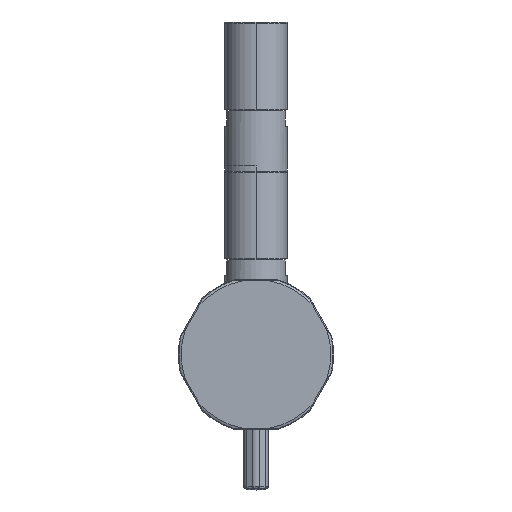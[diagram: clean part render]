
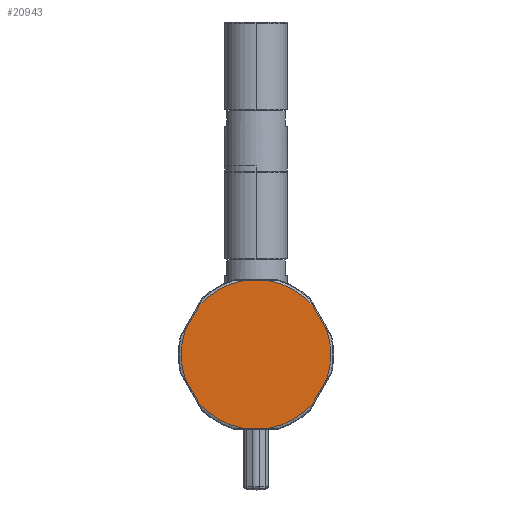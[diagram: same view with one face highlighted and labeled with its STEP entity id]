
A CAD part, front view. The second image highlights one B-rep face of the part: STEP entity #20943.
In plain terms, the highlighted planar face has unit normal (0, -1, 0).
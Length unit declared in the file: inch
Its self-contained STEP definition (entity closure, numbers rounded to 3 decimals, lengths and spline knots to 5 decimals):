
#6103=CARTESIAN_POINT('',(1.35038,0.,-0.48108));
#6126=CARTESIAN_POINT('',(0.,0.,0.));
#6127=DIRECTION('',(0.,-1.,0.));
#6128=DIRECTION('',(0.942,0.,-0.336));
#6129=AXIS2_PLACEMENT_3D('',#6126,#6127,#6128);
#6152=CARTESIAN_POINT('',(1.35038,0.,0.48108));
#6307=CARTESIAN_POINT('',(0.25856,0.,-1.41));
#6351=CARTESIAN_POINT('',(1.09182,0.,-0.92892));
#6431=CARTESIAN_POINT('',(-1.09182,0.,-0.92892));
#6475=CARTESIAN_POINT('',(-0.25856,0.,-1.41));
#6550=CARTESIAN_POINT('',(-1.35038,0.,0.48108));
#6573=CARTESIAN_POINT('',(0.,0.,0.));
#6574=DIRECTION('',(0.,-1.,0.));
#6575=DIRECTION('',(-0.942,0.,0.336));
#6576=AXIS2_PLACEMENT_3D('',#6573,#6574,#6575);
#6599=CARTESIAN_POINT('',(-1.35038,0.,-0.48108));
#6641=CARTESIAN_POINT('',(-0.25856,0.,1.41));
#6685=CARTESIAN_POINT('',(-1.09182,0.,0.92892));
#6760=CARTESIAN_POINT('',(1.09182,0.,0.92892));
#6804=CARTESIAN_POINT('',(0.25856,0.,1.41));
#6859=DIRECTION('',(0.5,0.,-0.866));
#6860=VECTOR('',#6859,0.51712);
#6861=CARTESIAN_POINT('',(-1.35038,0.,-0.48108));
#6862=LINE('',#6861,#6860);
#6863=DIRECTION('',(-0.5,0.,-0.866));
#6864=VECTOR('',#6863,0.51712);
#6865=CARTESIAN_POINT('',(-1.09182,0.,0.92892));
#6866=LINE('',#6865,#6864);
#6867=CARTESIAN_POINT('',(0.,0.,0.));
#6868=DIRECTION('',(0.,-1.,0.));
#6869=DIRECTION('',(-0.18,0.,0.984));
#6870=AXIS2_PLACEMENT_3D('',#6867,#6868,#6869);
#6872=DIRECTION('',(-1.,0.,0.));
#6873=VECTOR('',#6872,0.51712);
#6874=CARTESIAN_POINT('',(0.25856,0.,1.41));
#6875=LINE('',#6874,#6873);
#6876=CARTESIAN_POINT('',(0.,0.,0.));
#6877=DIRECTION('',(0.,-1.,0.));
#6878=DIRECTION('',(0.762,0.,0.648));
#6879=AXIS2_PLACEMENT_3D('',#6876,#6877,#6878);
#6881=DIRECTION('',(-0.5,0.,0.866));
#6882=VECTOR('',#6881,0.51712);
#6883=CARTESIAN_POINT('',(1.35038,0.,0.48108));
#6884=LINE('',#6883,#6882);
#6885=DIRECTION('',(0.5,0.,0.866));
#6886=VECTOR('',#6885,0.51712);
#6887=CARTESIAN_POINT('',(1.09182,0.,-0.92892));
#6888=LINE('',#6887,#6886);
#6889=CARTESIAN_POINT('',(0.,0.,0.));
#6890=DIRECTION('',(0.,-1.,0.));
#6891=DIRECTION('',(0.18,0.,-0.984));
#6892=AXIS2_PLACEMENT_3D('',#6889,#6890,#6891);
#6894=DIRECTION('',(1.,0.,0.));
#6895=VECTOR('',#6894,0.51712);
#6896=CARTESIAN_POINT('',(-0.25856,0.,-1.41));
#6897=LINE('',#6896,#6895);
#6898=CARTESIAN_POINT('',(0.,0.,0.));
#6899=DIRECTION('',(0.,-1.,0.));
#6900=DIRECTION('',(-0.762,0.,-0.648));
#6901=AXIS2_PLACEMENT_3D('',#6898,#6899,#6900);
#10149=VERTEX_POINT('',#6431);
#10150=VERTEX_POINT('',#6599);
#10151=VERTEX_POINT('',#6307);
#10155=VERTEX_POINT('',#6475);
#10156=VERTEX_POINT('',#6103);
#10160=VERTEX_POINT('',#6351);
#10164=VERTEX_POINT('',#6760);
#10168=VERTEX_POINT('',#6152);
#10176=VERTEX_POINT('',#6641);
#10180=VERTEX_POINT('',#6804);
#10188=VERTEX_POINT('',#6550);
#10189=VERTEX_POINT('',#6685);
#20924=CARTESIAN_POINT('',(0.,0.,0.));
#20925=DIRECTION('',(0.,-1.,0.));
#20926=DIRECTION('',(0.,0.,-1.));
#20927=AXIS2_PLACEMENT_3D('',#20924,#20925,#20926);
#20928=PLANE('',#20927);
#20929=ORIENTED_EDGE('',*,*,#20241,.F.);
#20930=ORIENTED_EDGE('',*,*,#20444,.F.);
#20931=ORIENTED_EDGE('',*,*,#20462,.F.);
#20932=ORIENTED_EDGE('',*,*,#20648,.F.);
#20933=ORIENTED_EDGE('',*,*,#20671,.F.);
#20934=ORIENTED_EDGE('',*,*,#20861,.F.);
#20935=ORIENTED_EDGE('',*,*,#20883,.F.);
#20936=ORIENTED_EDGE('',*,*,#19622,.F.);
#20937=ORIENTED_EDGE('',*,*,#19644,.F.);
#20938=ORIENTED_EDGE('',*,*,#19998,.F.);
#20939=ORIENTED_EDGE('',*,*,#20028,.F.);
#20940=ORIENTED_EDGE('',*,*,#20223,.F.);
#20941=EDGE_LOOP('',(#20929,#20930,#20931,#20932,#20933,#20934,#20935,#20936,
#20937,#20938,#20939,#20940));
#20942=FACE_OUTER_BOUND('',#20941,.F.);
#20943=ADVANCED_FACE('',(#20942),#20928,.T.);
#6130=CIRCLE('',#6129,1.43351);
#6577=CIRCLE('',#6576,1.43351);
#6871=CIRCLE('',#6870,1.43351);
#6880=CIRCLE('',#6879,1.43351);
#6893=CIRCLE('',#6892,1.43351);
#6902=CIRCLE('',#6901,1.43351);
#19622=EDGE_CURVE('',#10156,#10168,#6130,.T.);
#19644=EDGE_CURVE('',#10160,#10156,#6888,.T.);
#19998=EDGE_CURVE('',#10151,#10160,#6893,.T.);
#20028=EDGE_CURVE('',#10155,#10151,#6897,.T.);
#20223=EDGE_CURVE('',#10149,#10155,#6902,.T.);
#20241=EDGE_CURVE('',#10150,#10149,#6862,.T.);
#20444=EDGE_CURVE('',#10188,#10150,#6577,.T.);
#20462=EDGE_CURVE('',#10189,#10188,#6866,.T.);
#20648=EDGE_CURVE('',#10176,#10189,#6871,.T.);
#20671=EDGE_CURVE('',#10180,#10176,#6875,.T.);
#20861=EDGE_CURVE('',#10164,#10180,#6880,.T.);
#20883=EDGE_CURVE('',#10168,#10164,#6884,.T.);
